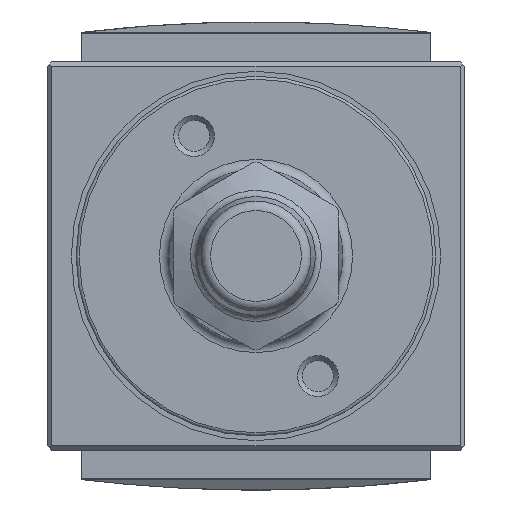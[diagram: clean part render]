
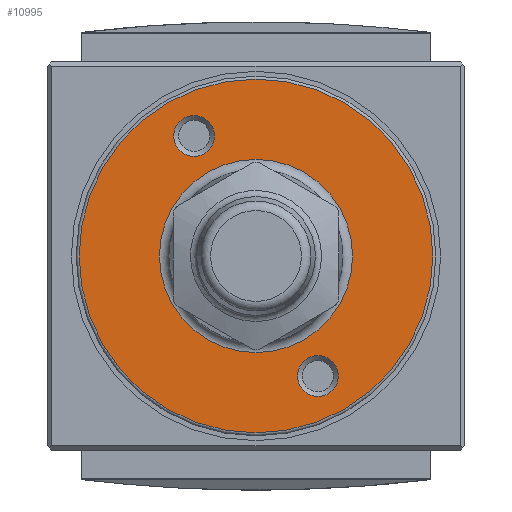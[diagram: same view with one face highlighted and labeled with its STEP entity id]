
A CAD part, front view. The second image highlights one B-rep face of the part: STEP entity #10995.
In plain terms, the highlighted planar face has unit normal (0, -1, 0).
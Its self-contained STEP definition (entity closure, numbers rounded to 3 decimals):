
#408=CIRCLE('',#11723,18.2);
#409=CIRCLE('',#11725,9.94);
#410=CIRCLE('',#11726,2.1);
#411=CIRCLE('',#11727,2.1);
#2477=ORIENTED_EDGE('',*,*,#3845,.F.);
#2478=ORIENTED_EDGE('',*,*,#3846,.F.);
#2479=ORIENTED_EDGE('',*,*,#3847,.F.);
#2480=ORIENTED_EDGE('',*,*,#3844,.T.);
#3844=EDGE_CURVE('',#4671,#4671,#408,.T.);
#3845=EDGE_CURVE('',#4672,#4672,#409,.T.);
#3846=EDGE_CURVE('',#4673,#4673,#410,.T.);
#3847=EDGE_CURVE('',#4674,#4674,#411,.T.);
#4671=VERTEX_POINT('',#16344);
#4672=VERTEX_POINT('',#16347);
#4673=VERTEX_POINT('',#16349);
#4674=VERTEX_POINT('',#16351);
#6643=EDGE_LOOP('',(#2477));
#6644=EDGE_LOOP('',(#2478));
#6645=EDGE_LOOP('',(#2479));
#6646=EDGE_LOOP('',(#2480));
#7158=FACE_BOUND('',#6643,.T.);
#7159=FACE_BOUND('',#6644,.T.);
#7160=FACE_BOUND('',#6645,.T.);
#7161=FACE_BOUND('',#6646,.T.);
#7509=PLANE('',#11724);
#10995=ADVANCED_FACE('',(#7158,#7159,#7160,#7161),#7509,.F.);
#11723=AXIS2_PLACEMENT_3D('',#16343,#13773,#13774);
#11724=AXIS2_PLACEMENT_3D('',#16345,#13775,#13776);
#11725=AXIS2_PLACEMENT_3D('',#16346,#13777,#13778);
#11726=AXIS2_PLACEMENT_3D('',#16348,#13779,#13780);
#11727=AXIS2_PLACEMENT_3D('',#16350,#13781,#13782);
#13773=DIRECTION('',(0.,-1.,0.));
#13774=DIRECTION('',(0.,0.,-1.));
#13775=DIRECTION('',(0.,1.,0.));
#13776=DIRECTION('',(0.,0.,1.));
#13777=DIRECTION('',(0.,-1.,0.));
#13778=DIRECTION('',(0.,0.,-1.));
#13779=DIRECTION('',(0.,-1.,0.));
#13780=DIRECTION('',(0.,0.,-1.));
#13781=DIRECTION('',(0.,-1.,0.));
#13782=DIRECTION('',(0.,0.,-1.));
#16343=CARTESIAN_POINT('',(0.,0.1,0.));
#16344=CARTESIAN_POINT('',(0.,0.1,-18.2));
#16345=CARTESIAN_POINT('',(18.2,0.1,0.));
#16346=CARTESIAN_POINT('',(0.,0.1,0.));
#16347=CARTESIAN_POINT('',(0.,0.1,-9.94));
#16348=CARTESIAN_POINT('',(6.367,0.1,-12.356));
#16349=CARTESIAN_POINT('',(6.367,0.1,-14.456));
#16350=CARTESIAN_POINT('',(-6.367,0.1,12.356));
#16351=CARTESIAN_POINT('',(-6.367,0.1,10.256));
